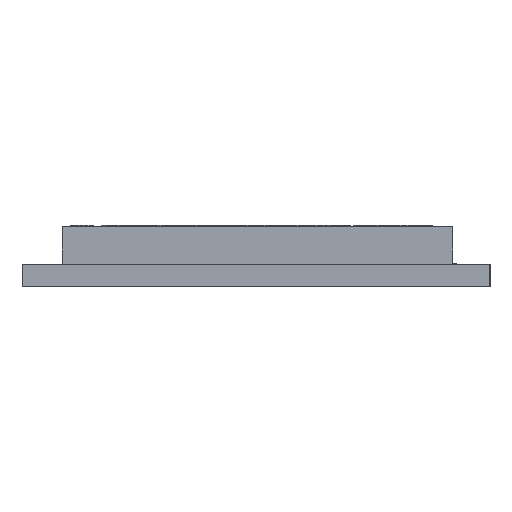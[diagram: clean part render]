
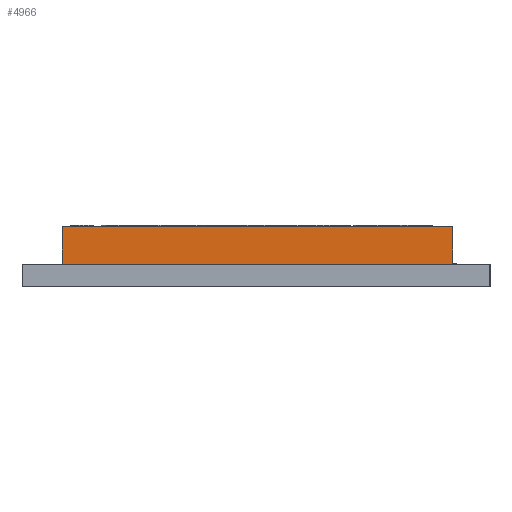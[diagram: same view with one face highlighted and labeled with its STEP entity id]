
A CAD part, left-side view. The second image highlights one B-rep face of the part: STEP entity #4966.
In plain terms, the highlighted planar face has unit normal (-1, 0, 0).
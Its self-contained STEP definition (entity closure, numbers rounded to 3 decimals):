
#2037 = CARTESIAN_POINT ( 'NONE',  ( -14.214, -8.838, 2.7 ) ) ;
#2260 = VERTEX_POINT ( 'NONE', #14959 ) ;
#2740 = CARTESIAN_POINT ( 'NONE',  ( -14.214, -8.838, 1. ) ) ;
#3591 = EDGE_CURVE ( 'NONE', #7413, #19494, #13962, .T. ) ;
#4371 = CARTESIAN_POINT ( 'NONE',  ( -14.214, 8.699, 1. ) ) ;
#4644 = ORIENTED_EDGE ( 'NONE', *, *, #14818, .F. ) ;
#4760 = CARTESIAN_POINT ( 'NONE',  ( -14.214, 8.699, 2.7 ) ) ;
#4966 = ADVANCED_FACE ( 'NONE', ( #9930 ), #18310, .F. ) ;
#5745 = CARTESIAN_POINT ( 'NONE',  ( -14.214, 8.699, 2.7 ) ) ;
#5888 = DIRECTION ( 'NONE',  ( 0., 0., -1. ) ) ;
#6541 = ORIENTED_EDGE ( 'NONE', *, *, #3591, .T. ) ;
#6547 = DIRECTION ( 'NONE',  ( 0., 0., -1. ) ) ;
#6574 = EDGE_LOOP ( 'NONE', ( #6541, #4644, #17164, #10445 ) ) ;
#7061 = CARTESIAN_POINT ( 'NONE',  ( -14.214, 8.699, 1. ) ) ;
#7413 = VERTEX_POINT ( 'NONE', #7061 ) ;
#7545 = EDGE_CURVE ( 'NONE', #8997, #7413, #10308, .T. ) ;
#7746 = DIRECTION ( 'NONE',  ( 0., -1., 0. ) ) ;
#8348 = DIRECTION ( 'NONE',  ( 1., 0., 0. ) ) ;
#8997 = VERTEX_POINT ( 'NONE', #4760 ) ;
#9178 = VECTOR ( 'NONE', #20335, 1000. ) ;
#9319 = AXIS2_PLACEMENT_3D ( 'NONE', #16541, #8348, #6547 ) ;
#9930 = FACE_OUTER_BOUND ( 'NONE', #6574, .T. ) ;
#10186 = VECTOR ( 'NONE', #7746, 1000. ) ;
#10308 = LINE ( 'NONE', #5745, #20303 ) ;
#10445 = ORIENTED_EDGE ( 'NONE', *, *, #7545, .T. ) ;
#11845 = VECTOR ( 'NONE', #16603, 1000. ) ;
#13962 = LINE ( 'NONE', #4371, #11845 ) ;
#14091 = CARTESIAN_POINT ( 'NONE',  ( -14.214, 8.699, 2.7 ) ) ;
#14406 = EDGE_CURVE ( 'NONE', #8997, #2260, #14640, .T. ) ;
#14640 = LINE ( 'NONE', #14091, #10186 ) ;
#14818 = EDGE_CURVE ( 'NONE', #2260, #19494, #15990, .T. ) ;
#14959 = CARTESIAN_POINT ( 'NONE',  ( -14.214, -8.838, 2.7 ) ) ;
#15990 = LINE ( 'NONE', #2037, #9178 ) ;
#16541 = CARTESIAN_POINT ( 'NONE',  ( -14.214, 8.699, 2.7 ) ) ;
#16603 = DIRECTION ( 'NONE',  ( 0., -1., 0. ) ) ;
#17164 = ORIENTED_EDGE ( 'NONE', *, *, #14406, .F. ) ;
#18310 = PLANE ( 'NONE',  #9319 ) ;
#19494 = VERTEX_POINT ( 'NONE', #2740 ) ;
#20303 = VECTOR ( 'NONE', #5888, 1000. ) ;
#20335 = DIRECTION ( 'NONE',  ( 0., 0., -1. ) ) ;
